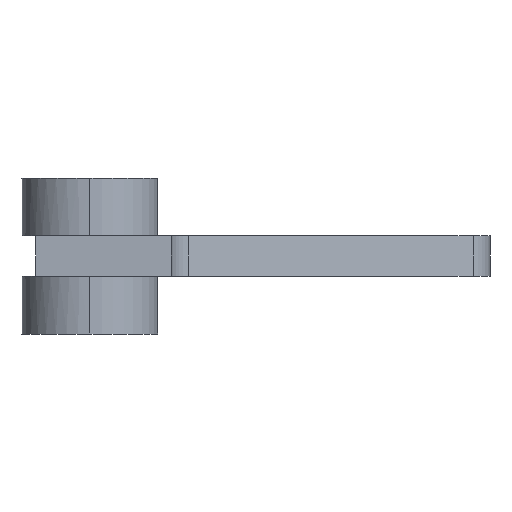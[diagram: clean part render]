
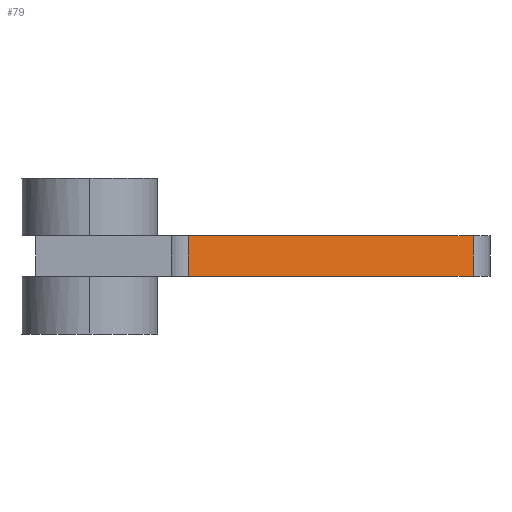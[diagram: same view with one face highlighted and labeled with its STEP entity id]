
A CAD part, left-side view. The second image highlights one B-rep face of the part: STEP entity #79.
In plain terms, the highlighted planar face has unit normal (-0.866, -0.5, 0).
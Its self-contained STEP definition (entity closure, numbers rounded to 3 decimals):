
#24 = DIRECTION ( 'NONE',  ( 0., 0., -1. ) ) ;
#42 = EDGE_LOOP ( 'NONE', ( #626, #1741, #898, #1141 ) ) ;
#79 = ADVANCED_FACE ( 'NONE', ( #763 ), #1599, .T. ) ;
#294 = LINE ( 'NONE', #756, #659 ) ;
#304 = EDGE_CURVE ( 'NONE', #725, #1743, #1581, .T. ) ;
#341 = DIRECTION ( 'NONE',  ( -0.866, -0.5, 0. ) ) ;
#360 = DIRECTION ( 'NONE',  ( 0.5, -0.866, 0. ) ) ;
#480 = CARTESIAN_POINT ( 'NONE',  ( -28.579, 3.5, -3. ) ) ;
#527 = EDGE_CURVE ( 'NONE', #725, #1120, #1326, .T. ) ;
#528 = CARTESIAN_POINT ( 'NONE',  ( -28.579, 3.5, 3. ) ) ;
#548 = CARTESIAN_POINT ( 'NONE',  ( -28.579, 3.5, 3. ) ) ;
#596 = CARTESIAN_POINT ( 'NONE',  ( -4.33, -38.5, -3. ) ) ;
#626 = ORIENTED_EDGE ( 'NONE', *, *, #527, .F. ) ;
#634 = DIRECTION ( 'NONE',  ( 0.5, -0.866, 0. ) ) ;
#659 = VECTOR ( 'NONE', #24, 1000. ) ;
#725 = VERTEX_POINT ( 'NONE', #548 ) ;
#756 = CARTESIAN_POINT ( 'NONE',  ( -4.33, -38.5, -3. ) ) ;
#763 = FACE_OUTER_BOUND ( 'NONE', #42, .T. ) ;
#830 = AXIS2_PLACEMENT_3D ( 'NONE', #480, #341, #634 ) ;
#898 = ORIENTED_EDGE ( 'NONE', *, *, #1575, .T. ) ;
#925 = EDGE_CURVE ( 'NONE', #1120, #1573, #294, .T. ) ;
#951 = VECTOR ( 'NONE', #1078, 1000. ) ;
#1078 = DIRECTION ( 'NONE',  ( 0.5, -0.866, 0. ) ) ;
#1120 = VERTEX_POINT ( 'NONE', #1638 ) ;
#1141 = ORIENTED_EDGE ( 'NONE', *, *, #925, .F. ) ;
#1214 = CARTESIAN_POINT ( 'NONE',  ( -28.579, 3.5, -3. ) ) ;
#1217 = VECTOR ( 'NONE', #1395, 1000. ) ;
#1326 = LINE ( 'NONE', #528, #951 ) ;
#1349 = LINE ( 'NONE', #1449, #1580 ) ;
#1395 = DIRECTION ( 'NONE',  ( 0., 0., -1. ) ) ;
#1449 = CARTESIAN_POINT ( 'NONE',  ( -28.579, 3.5, -3. ) ) ;
#1513 = CARTESIAN_POINT ( 'NONE',  ( -28.579, 3.5, -3. ) ) ;
#1573 = VERTEX_POINT ( 'NONE', #596 ) ;
#1575 = EDGE_CURVE ( 'NONE', #1743, #1573, #1349, .T. ) ;
#1580 = VECTOR ( 'NONE', #360, 1000. ) ;
#1581 = LINE ( 'NONE', #1214, #1217 ) ;
#1599 = PLANE ( 'NONE',  #830 ) ;
#1638 = CARTESIAN_POINT ( 'NONE',  ( -4.33, -38.5, 3. ) ) ;
#1741 = ORIENTED_EDGE ( 'NONE', *, *, #304, .T. ) ;
#1743 = VERTEX_POINT ( 'NONE', #1513 ) ;
